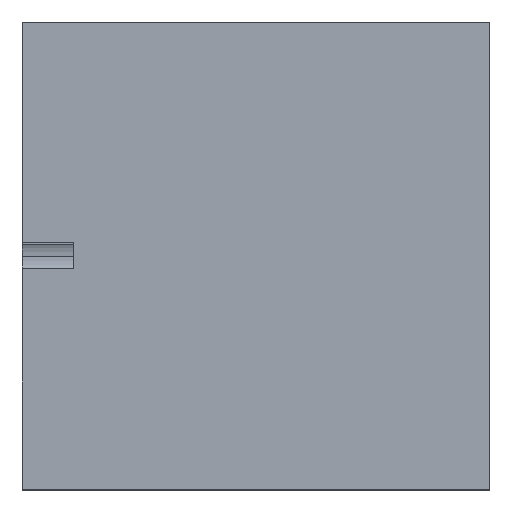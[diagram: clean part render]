
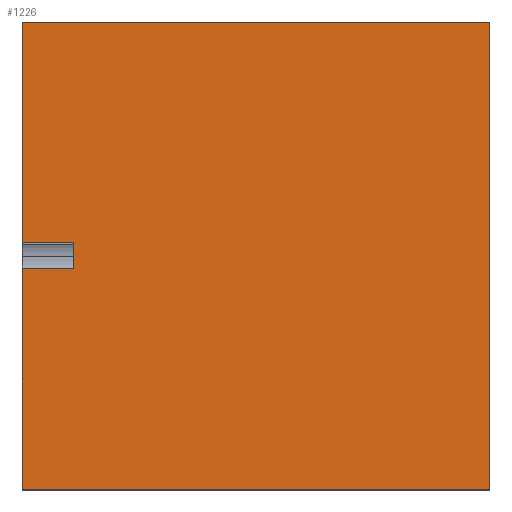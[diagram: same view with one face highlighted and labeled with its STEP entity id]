
A CAD part, left-side view. The second image highlights one B-rep face of the part: STEP entity #1226.
In plain terms, the highlighted face is planar.
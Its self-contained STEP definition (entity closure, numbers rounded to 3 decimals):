
#17 = DIRECTION ( 'NONE',  ( 0., -1., 0. ) ) ;
#22 = EDGE_CURVE ( 'NONE', #913, #224, #677, .T. ) ;
#26 = DIRECTION ( 'NONE',  ( 0., 1., 0. ) ) ;
#43 = LINE ( 'NONE', #948, #1476 ) ;
#47 = CARTESIAN_POINT ( 'NONE',  ( -4.45, 18.174, -100. ) ) ;
#103 = EDGE_LOOP ( 'NONE', ( #1627, #1739, #697, #1286, #704, #643, #1701, #1423 ) ) ;
#127 = VECTOR ( 'NONE', #1018, 1000. ) ;
#168 = EDGE_CURVE ( 'NONE', #487, #369, #1188, .T. ) ;
#173 = CARTESIAN_POINT ( 'NONE',  ( -4.45, 18.174, -100. ) ) ;
#182 = EDGE_CURVE ( 'NONE', #224, #365, #1507, .T. ) ;
#184 = CARTESIAN_POINT ( 'NONE',  ( -5.55, 20.374, -100. ) ) ;
#221 = FACE_OUTER_BOUND ( 'NONE', #103, .T. ) ;
#224 = VERTEX_POINT ( 'NONE', #442 ) ;
#244 = DIRECTION ( 'NONE',  ( -1., 0., 0. ) ) ;
#266 = CARTESIAN_POINT ( 'NONE',  ( -4.45, 20.374, -100. ) ) ;
#296 = CARTESIAN_POINT ( 'NONE',  ( -5.55, 18.174, -100. ) ) ;
#352 = DIRECTION ( 'NONE',  ( 1., 0., 0. ) ) ;
#361 = CARTESIAN_POINT ( 'NONE',  ( -5.55, 18.174, -100. ) ) ;
#365 = VERTEX_POINT ( 'NONE', #47 ) ;
#369 = VERTEX_POINT ( 'NONE', #184 ) ;
#435 = DIRECTION ( 'NONE',  ( 0., 1., 0. ) ) ;
#442 = CARTESIAN_POINT ( 'NONE',  ( -4.45, 20.374, -100. ) ) ;
#468 = CARTESIAN_POINT ( 'NONE',  ( 5., 0.374, -100. ) ) ;
#487 = VERTEX_POINT ( 'NONE', #361 ) ;
#546 = DIRECTION ( 'NONE',  ( -1., 0., 0. ) ) ;
#550 = LINE ( 'NONE', #173, #127 ) ;
#631 = DIRECTION ( 'NONE',  ( 0., 0., 1. ) ) ;
#639 = LINE ( 'NONE', #1686, #952 ) ;
#643 = ORIENTED_EDGE ( 'NONE', *, *, #1141, .F. ) ;
#677 = LINE ( 'NONE', #266, #1360 ) ;
#685 = LINE ( 'NONE', #468, #1325 ) ;
#690 = EDGE_CURVE ( 'NONE', #369, #1258, #1646, .T. ) ;
#697 = ORIENTED_EDGE ( 'NONE', *, *, #182, .F. ) ;
#702 = EDGE_CURVE ( 'NONE', #365, #487, #550, .T. ) ;
#704 = ORIENTED_EDGE ( 'NONE', *, *, #1796, .F. ) ;
#751 = CARTESIAN_POINT ( 'NONE',  ( 5., 0.374, -100. ) ) ;
#789 = EDGE_CURVE ( 'NONE', #1258, #1450, #43, .T. ) ;
#818 = VECTOR ( 'NONE', #435, 1000. ) ;
#913 = VERTEX_POINT ( 'NONE', #1756 ) ;
#948 = CARTESIAN_POINT ( 'NONE',  ( -15., 20.374, -100. ) ) ;
#952 = VECTOR ( 'NONE', #26, 1000. ) ;
#1018 = DIRECTION ( 'NONE',  ( -1., 0., 0. ) ) ;
#1023 = DIRECTION ( 'NONE',  ( 1., 0., 0. ) ) ;
#1040 = CARTESIAN_POINT ( 'NONE',  ( 0., 0., -100. ) ) ;
#1075 = CARTESIAN_POINT ( 'NONE',  ( -5.55, 20.374, -100. ) ) ;
#1141 = EDGE_CURVE ( 'NONE', #1450, #1146, #685, .T. ) ;
#1143 = VECTOR ( 'NONE', #17, 1000. ) ;
#1146 = VERTEX_POINT ( 'NONE', #751 ) ;
#1170 = PLANE ( 'NONE',  #1345 ) ;
#1188 = LINE ( 'NONE', #296, #818 ) ;
#1226 = ADVANCED_FACE ( 'NONE', ( #221 ), #1170, .F. ) ;
#1258 = VERTEX_POINT ( 'NONE', #1744 ) ;
#1280 = VECTOR ( 'NONE', #244, 1000. ) ;
#1286 = ORIENTED_EDGE ( 'NONE', *, *, #22, .F. ) ;
#1325 = VECTOR ( 'NONE', #1023, 1000. ) ;
#1345 = AXIS2_PLACEMENT_3D ( 'NONE', #1040, #631, #352 ) ;
#1360 = VECTOR ( 'NONE', #546, 1000. ) ;
#1423 = ORIENTED_EDGE ( 'NONE', *, *, #690, .F. ) ;
#1450 = VERTEX_POINT ( 'NONE', #1773 ) ;
#1476 = VECTOR ( 'NONE', #1631, 1000. ) ;
#1507 = LINE ( 'NONE', #1534, #1143 ) ;
#1534 = CARTESIAN_POINT ( 'NONE',  ( -4.45, 18.174, -100. ) ) ;
#1627 = ORIENTED_EDGE ( 'NONE', *, *, #168, .F. ) ;
#1631 = DIRECTION ( 'NONE',  ( 0., -1., 0. ) ) ;
#1646 = LINE ( 'NONE', #1075, #1280 ) ;
#1686 = CARTESIAN_POINT ( 'NONE',  ( 5., 20.374, -100. ) ) ;
#1701 = ORIENTED_EDGE ( 'NONE', *, *, #789, .F. ) ;
#1739 = ORIENTED_EDGE ( 'NONE', *, *, #702, .F. ) ;
#1744 = CARTESIAN_POINT ( 'NONE',  ( -15., 20.374, -100. ) ) ;
#1756 = CARTESIAN_POINT ( 'NONE',  ( 5., 20.374, -100. ) ) ;
#1773 = CARTESIAN_POINT ( 'NONE',  ( -15., 0.374, -100. ) ) ;
#1796 = EDGE_CURVE ( 'NONE', #1146, #913, #639, .T. ) ;
